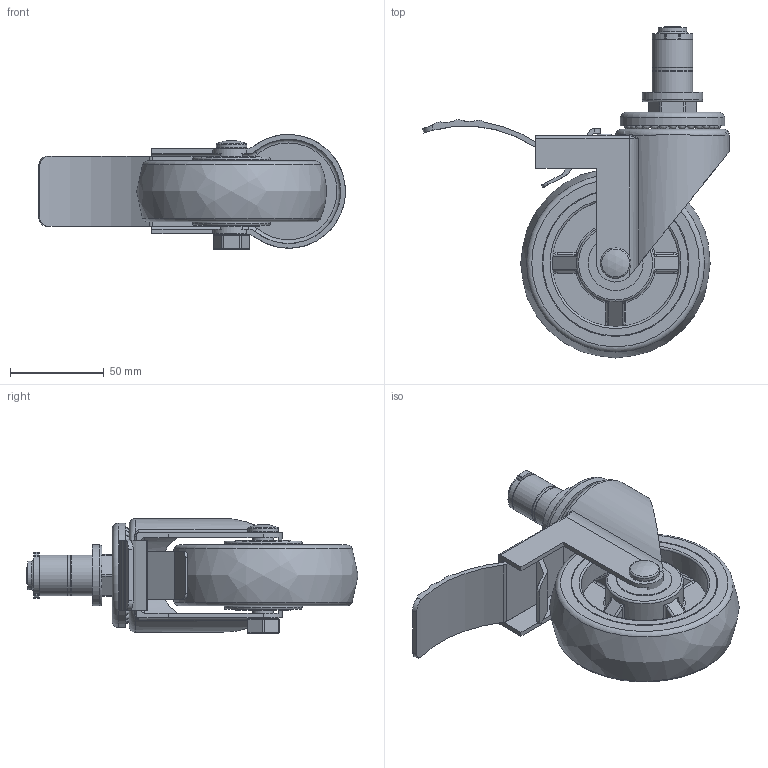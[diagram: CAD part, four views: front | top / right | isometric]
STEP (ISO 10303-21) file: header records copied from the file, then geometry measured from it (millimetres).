
FILE_DESCRIPTION(/* description */ (''),/* implementation_level */ '2;1');
FILE_NAME(/* name */ '31D-SM10D4-1.step',/* time_stamp */ '2022-07-19T11:12:35-04:00',/* author */ (''),/* organization */ (''),/* preprocessor_version */ 'ST-DEVELOPER v19',/* originating_system */ 'Autodesk Translation Framework v11.7.0.108',/* authorisation */ '');
FILE_SCHEMA (('AUTOMOTIVE_DESIGN { 1 0 10303 214 3 1 1 }'));
Length unit declared in the file: millimetre
Products named in the file (1): 31D-SM10D4-1
Bounding box: 163.51 x 177.03 x 61.3 mm (x, y, z)
Volume: 271923.2 mm3; surface area: 96965.6 mm2
Topology: 9 solids, 9 shells, 454 faces, 1125 edges, 708 vertices
Faces by surface type: cylinder 160, plane 138, bspline 49, sphere 47, torus 43, cone 17
Full cylindrical faces by diameter (mm): 7.081 x1, 9.003 x1, 10.116 x15, 10.318 x4, 10.622 x4, 11.127 x1, 11.633 x1, 15.174 x1, 16.185 x1, 18.208 x1, 20.232 x2, 21.648 x3, 29.336 x4, 32.371 x1, 41.475 x2, 55.637 x1, 67.776 x2
Entity records: 28705 total; most frequent: CARTESIAN_POINT 18088, DIRECTION 2221, ORIENTED_EDGE 2190, EDGE_CURVE 1095, AXIS2_PLACEMENT_3D 900, VERTEX_POINT 708, EDGE_LOOP 525, CIRCLE 473
